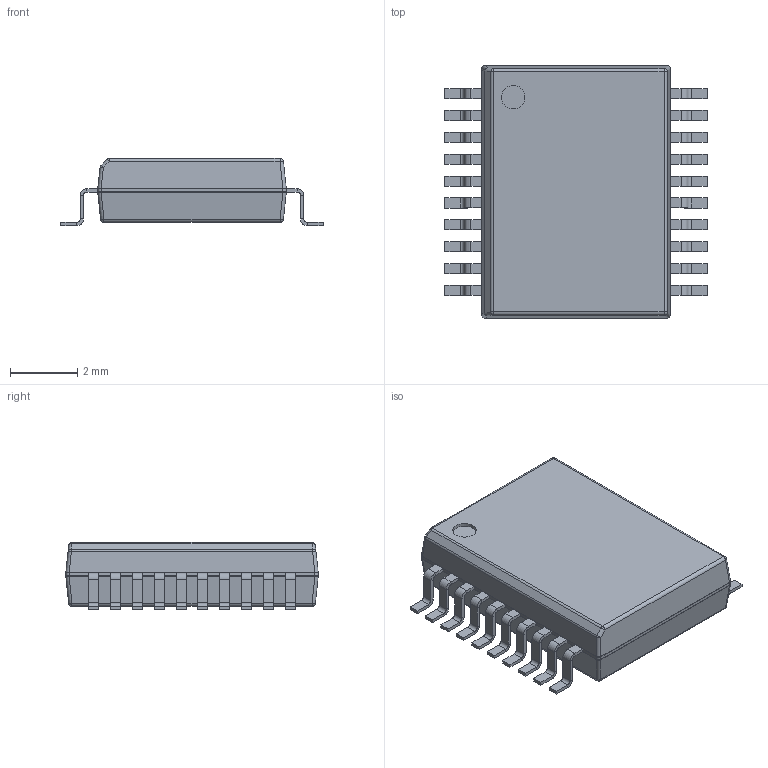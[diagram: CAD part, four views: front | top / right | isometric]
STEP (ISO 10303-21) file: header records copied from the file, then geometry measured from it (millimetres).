
FILE_DESCRIPTION(('Open CASCADE Model'),'2;1');
FILE_NAME('Open CASCADE Shape Model','2021-12-19T21:08:00',('Author'),( 'Open CASCADE'),'Open CASCADE STEP processor 6.8','Open CASCADE 6.8' ,'Unknown');
FILE_SCHEMA(('AUTOMOTIVE_DESIGN_CC2 { 1 2 10303 214 -1 1 5 4 }'));
Length unit declared in the file: millimetre
Products named in the file (5): SSOP20.step; Open CASCADE STEP translator 6.8 16.1; Body; Open CASCADE STEP translator 6.8 16.2.1; Leader
Assembly tree (23 placements, depth 3):
  SSOP20.step
    Open CASCADE STEP translator 6.8 16.1
    Body
      Open CASCADE STEP translator 6.8 16.2.1
    Leader  x20
Bounding box: 7.8 x 7.5 x 2 mm (x, y, z)
Volume: 78.5 mm3; surface area: 159.1 mm2
Topology: 21 solids, 22 shells, 507 faces, 1018 edges, 545 vertices
Faces by surface type: plane 377, cylinder 112, sphere 10, bspline 8
Full cylindrical faces by diameter (mm): 0.7 x1
Entity records: 5558 total; most frequent: CARTESIAN_POINT 1973, DIRECTION 609, ORIENTED_EDGE 343, PCURVE 343, DEFINITIONAL_REPRESENTATION 343, LINE 311, VECTOR 311, EDGE_CURVE 172
